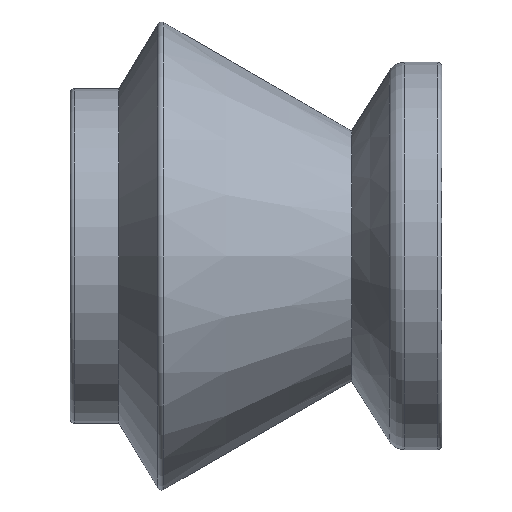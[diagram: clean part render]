
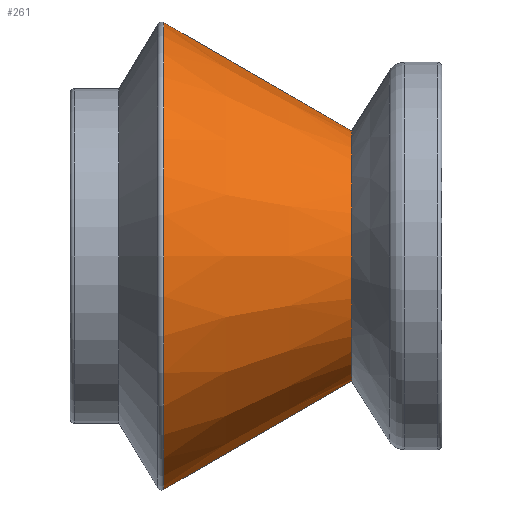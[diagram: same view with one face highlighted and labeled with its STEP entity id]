
A CAD part, front view. The second image highlights one B-rep face of the part: STEP entity #261.
In plain terms, the highlighted conical face has half-angle 30 degrees and reference radius 39.868 mm.
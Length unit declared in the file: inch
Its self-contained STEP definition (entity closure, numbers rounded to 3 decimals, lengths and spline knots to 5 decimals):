
#7 = VERTEX_POINT ( 'NONE', #555 ) ;
#12 = VERTEX_POINT ( 'NONE', #274 ) ;
#14 = CARTESIAN_POINT ( 'NONE',  ( 0.64294, 1.226, 8. ) ) ;
#22 = LINE ( 'NONE', #371, #234 ) ;
#39 = DIRECTION ( 'NONE',  ( 1., 0., 0. ) ) ;
#41 = DIRECTION ( 'NONE',  ( 1., 0., 0. ) ) ;
#53 = DIRECTION ( 'NONE',  ( 0., 0., -1. ) ) ;
#109 = ORIENTED_EDGE ( 'NONE', *, *, #546, .T. ) ;
#155 = CONICAL_SURFACE ( 'NONE', #458, 1.56961, 0.524 ) ;
#181 = AXIS2_PLACEMENT_3D ( 'NONE', #14, #39, #564 ) ;
#187 = DIRECTION ( 'NONE',  ( -0.866, 0., 0.5 ) ) ;
#192 = EDGE_LOOP ( 'NONE', ( #433, #331, #109, #211 ) ) ;
#195 = LINE ( 'NONE', #470, #197 ) ;
#197 = VECTOR ( 'NONE', #187, 39.37008 ) ;
#211 = ORIENTED_EDGE ( 'NONE', *, *, #482, .T. ) ;
#234 = VECTOR ( 'NONE', #525, 39.37008 ) ;
#239 = DIRECTION ( 'NONE',  ( -1., 0., 0. ) ) ;
#261 = ADVANCED_FACE ( 'NONE', ( #435 ), #155, .T. ) ;
#274 = CARTESIAN_POINT ( 'NONE',  ( -0.61915, 1.226, 9.56961 ) ) ;
#293 = EDGE_CURVE ( 'NONE', #416, #7, #581, .T. ) ;
#331 = ORIENTED_EDGE ( 'NONE', *, *, #293, .F. ) ;
#371 = CARTESIAN_POINT ( 'NONE',  ( -0.61915, 1.226, 6.43039 ) ) ;
#381 = AXIS2_PLACEMENT_3D ( 'NONE', #483, #41, #53 ) ;
#414 = CARTESIAN_POINT ( 'NONE',  ( -0.61915, 1.226, 8. ) ) ;
#416 = VERTEX_POINT ( 'NONE', #619 ) ;
#422 = EDGE_CURVE ( 'NONE', #7, #618, #22, .T. ) ;
#433 = ORIENTED_EDGE ( 'NONE', *, *, #422, .F. ) ;
#435 = FACE_OUTER_BOUND ( 'NONE', #192, .T. ) ;
#458 = AXIS2_PLACEMENT_3D ( 'NONE', #414, #239, #468 ) ;
#468 = DIRECTION ( 'NONE',  ( 0., 0., 1. ) ) ;
#470 = CARTESIAN_POINT ( 'NONE',  ( -0.61915, 1.226, 9.56961 ) ) ;
#482 = EDGE_CURVE ( 'NONE', #12, #618, #608, .T. ) ;
#483 = CARTESIAN_POINT ( 'NONE',  ( -0.61915, 1.226, 8. ) ) ;
#497 = CARTESIAN_POINT ( 'NONE',  ( -0.61915, 1.226, 6.43039 ) ) ;
#525 = DIRECTION ( 'NONE',  ( -0.866, 0., -0.5 ) ) ;
#546 = EDGE_CURVE ( 'NONE', #416, #12, #195, .T. ) ;
#555 = CARTESIAN_POINT ( 'NONE',  ( 0.64294, 1.226, 7.15906 ) ) ;
#564 = DIRECTION ( 'NONE',  ( 0., 0., -1. ) ) ;
#581 = CIRCLE ( 'NONE', #181, 0.84094 ) ;
#608 = CIRCLE ( 'NONE', #381, 1.56961 ) ;
#618 = VERTEX_POINT ( 'NONE', #497 ) ;
#619 = CARTESIAN_POINT ( 'NONE',  ( 0.64294, 1.226, 8.84094 ) ) ;
